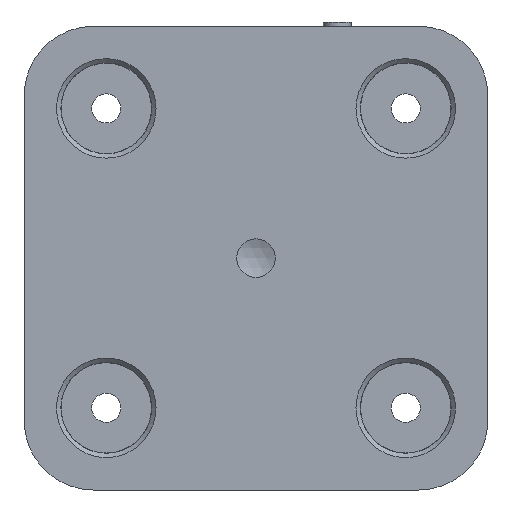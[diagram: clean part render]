
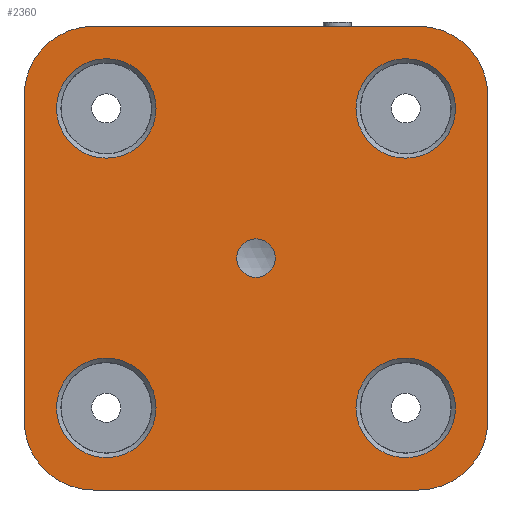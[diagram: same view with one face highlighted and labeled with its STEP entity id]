
A CAD part, front view. The second image highlights one B-rep face of the part: STEP entity #2360.
In plain terms, the highlighted planar face has unit normal (0, -1, 0).
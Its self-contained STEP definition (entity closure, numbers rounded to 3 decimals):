
#44=FACE_BOUND('',#838,.T.);
#45=FACE_BOUND('',#839,.T.);
#46=FACE_BOUND('',#840,.T.);
#47=FACE_BOUND('',#841,.T.);
#48=FACE_BOUND('',#842,.T.);
#66=PLANE('',#2501);
#168=LINE('',#3436,#423);
#169=LINE('',#3440,#424);
#170=LINE('',#3444,#425);
#171=LINE('',#3447,#426);
#423=VECTOR('',#2757,10.);
#424=VECTOR('',#2760,10.);
#425=VECTOR('',#2763,10.);
#426=VECTOR('',#2766,10.);
#709=FACE_OUTER_BOUND('',#837,.T.);
#837=EDGE_LOOP('',(#1674,#1675,#1676,#1677,#1678,#1679,#1680,#1681));
#838=EDGE_LOOP('',(#1682));
#839=EDGE_LOOP('',(#1683));
#840=EDGE_LOOP('',(#1684));
#841=EDGE_LOOP('',(#1685));
#842=EDGE_LOOP('',(#1686));
#973=CIRCLE('',#2481,2.25);
#974=CIRCLE('',#2499,5.815);
#976=CIRCLE('',#2502,8.1);
#977=CIRCLE('',#2503,8.1);
#978=CIRCLE('',#2504,8.1);
#979=CIRCLE('',#2505,8.1);
#980=CIRCLE('',#2506,5.815);
#981=CIRCLE('',#2507,5.815);
#982=CIRCLE('',#2508,5.815);
#1045=VERTEX_POINT('',#3375);
#1062=VERTEX_POINT('',#3426);
#1064=VERTEX_POINT('',#3432);
#1065=VERTEX_POINT('',#3433);
#1066=VERTEX_POINT('',#3435);
#1067=VERTEX_POINT('',#3437);
#1068=VERTEX_POINT('',#3439);
#1069=VERTEX_POINT('',#3441);
#1070=VERTEX_POINT('',#3443);
#1071=VERTEX_POINT('',#3445);
#1072=VERTEX_POINT('',#3448);
#1073=VERTEX_POINT('',#3450);
#1074=VERTEX_POINT('',#3452);
#1281=EDGE_CURVE('',#1045,#1045,#973,.T.);
#1306=EDGE_CURVE('',#1062,#1062,#974,.T.);
#1309=EDGE_CURVE('',#1064,#1065,#976,.T.);
#1310=EDGE_CURVE('',#1065,#1066,#168,.T.);
#1311=EDGE_CURVE('',#1066,#1067,#977,.T.);
#1312=EDGE_CURVE('',#1067,#1068,#169,.T.);
#1313=EDGE_CURVE('',#1068,#1069,#978,.T.);
#1314=EDGE_CURVE('',#1069,#1070,#170,.T.);
#1315=EDGE_CURVE('',#1070,#1071,#979,.T.);
#1316=EDGE_CURVE('',#1071,#1064,#171,.T.);
#1317=EDGE_CURVE('',#1072,#1072,#980,.T.);
#1318=EDGE_CURVE('',#1073,#1073,#981,.T.);
#1319=EDGE_CURVE('',#1074,#1074,#982,.T.);
#1674=ORIENTED_EDGE('',*,*,#1309,.T.);
#1675=ORIENTED_EDGE('',*,*,#1310,.T.);
#1676=ORIENTED_EDGE('',*,*,#1311,.T.);
#1677=ORIENTED_EDGE('',*,*,#1312,.T.);
#1678=ORIENTED_EDGE('',*,*,#1313,.T.);
#1679=ORIENTED_EDGE('',*,*,#1314,.T.);
#1680=ORIENTED_EDGE('',*,*,#1315,.T.);
#1681=ORIENTED_EDGE('',*,*,#1316,.T.);
#1682=ORIENTED_EDGE('',*,*,#1281,.T.);
#1683=ORIENTED_EDGE('',*,*,#1317,.F.);
#1684=ORIENTED_EDGE('',*,*,#1318,.F.);
#1685=ORIENTED_EDGE('',*,*,#1319,.F.);
#1686=ORIENTED_EDGE('',*,*,#1306,.F.);
#2360=ADVANCED_FACE('',(#709,#44,#45,#46,#47,#48),#66,.F.);
#2481=AXIS2_PLACEMENT_3D('',#3376,#2696,#2697);
#2499=AXIS2_PLACEMENT_3D('',#3427,#2748,#2749);
#2501=AXIS2_PLACEMENT_3D('',#3431,#2753,#2754);
#2502=AXIS2_PLACEMENT_3D('',#3434,#2755,#2756);
#2503=AXIS2_PLACEMENT_3D('',#3438,#2758,#2759);
#2504=AXIS2_PLACEMENT_3D('',#3442,#2761,#2762);
#2505=AXIS2_PLACEMENT_3D('',#3446,#2764,#2765);
#2506=AXIS2_PLACEMENT_3D('',#3449,#2767,#2768);
#2507=AXIS2_PLACEMENT_3D('',#3451,#2769,#2770);
#2508=AXIS2_PLACEMENT_3D('',#3453,#2771,#2772);
#2696=DIRECTION('center_axis',(0.,1.,0.));
#2697=DIRECTION('ref_axis',(0.,0.,1.));
#2748=DIRECTION('center_axis',(0.,-1.,0.));
#2749=DIRECTION('ref_axis',(1.,0.,0.));
#2753=DIRECTION('center_axis',(0.,1.,0.));
#2754=DIRECTION('ref_axis',(1.,0.,0.));
#2755=DIRECTION('center_axis',(0.,-1.,0.));
#2756=DIRECTION('ref_axis',(1.,0.,0.));
#2757=DIRECTION('',(0.,0.,1.));
#2758=DIRECTION('center_axis',(0.,-1.,0.));
#2759=DIRECTION('ref_axis',(0.,0.,1.));
#2760=DIRECTION('',(-1.,0.,0.));
#2761=DIRECTION('center_axis',(0.,-1.,0.));
#2762=DIRECTION('ref_axis',(-1.,0.,0.));
#2763=DIRECTION('',(0.,0.,-1.));
#2764=DIRECTION('center_axis',(0.,-1.,0.));
#2765=DIRECTION('ref_axis',(0.,0.,-1.));
#2766=DIRECTION('',(1.,0.,0.));
#2767=DIRECTION('center_axis',(0.,-1.,0.));
#2768=DIRECTION('ref_axis',(1.,0.,0.));
#2769=DIRECTION('center_axis',(0.,-1.,0.));
#2770=DIRECTION('ref_axis',(1.,0.,0.));
#2771=DIRECTION('center_axis',(0.,-1.,0.));
#2772=DIRECTION('ref_axis',(1.,0.,0.));
#3375=CARTESIAN_POINT('',(-2.25,-4.,0.));
#3376=CARTESIAN_POINT('Origin',(0.,-4.,0.));
#3426=CARTESIAN_POINT('',(11.685,-4.,-17.5));
#3427=CARTESIAN_POINT('Origin',(17.5,-4.,-17.5));
#3431=CARTESIAN_POINT('Origin',(0.,-4.,0.));
#3432=CARTESIAN_POINT('',(19.,-4.,-27.1));
#3433=CARTESIAN_POINT('',(27.1,-4.,-19.));
#3434=CARTESIAN_POINT('Origin',(19.,-4.,-19.));
#3435=CARTESIAN_POINT('',(27.1,-4.,19.));
#3436=CARTESIAN_POINT('',(27.1,-4.,9.5));
#3437=CARTESIAN_POINT('',(19.,-4.,27.1));
#3438=CARTESIAN_POINT('Origin',(19.,-4.,19.));
#3439=CARTESIAN_POINT('',(-19.,-4.,27.1));
#3440=CARTESIAN_POINT('',(-9.5,-4.,27.1));
#3441=CARTESIAN_POINT('',(-27.1,-4.,19.));
#3442=CARTESIAN_POINT('Origin',(-19.,-4.,19.));
#3443=CARTESIAN_POINT('',(-27.1,-4.,-19.));
#3444=CARTESIAN_POINT('',(-27.1,-4.,-9.5));
#3445=CARTESIAN_POINT('',(-19.,-4.,-27.1));
#3446=CARTESIAN_POINT('Origin',(-19.,-4.,-19.));
#3447=CARTESIAN_POINT('',(9.5,-4.,-27.1));
#3448=CARTESIAN_POINT('',(11.685,-4.,17.5));
#3449=CARTESIAN_POINT('Origin',(17.5,-4.,17.5));
#3450=CARTESIAN_POINT('',(-23.315,-4.,-17.5));
#3451=CARTESIAN_POINT('Origin',(-17.5,-4.,-17.5));
#3452=CARTESIAN_POINT('',(-23.315,-4.,17.5));
#3453=CARTESIAN_POINT('Origin',(-17.5,-4.,17.5));
